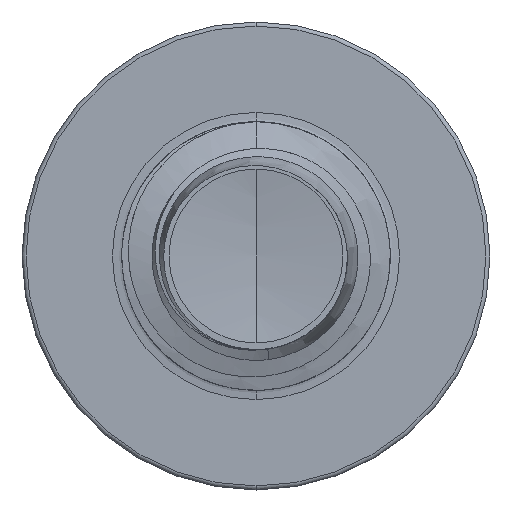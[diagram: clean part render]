
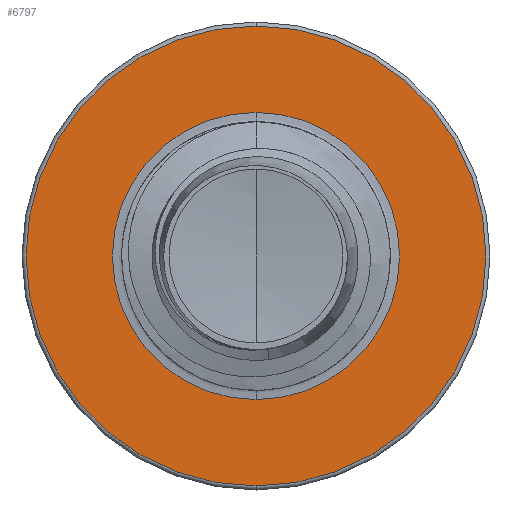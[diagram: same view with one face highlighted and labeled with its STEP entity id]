
A CAD part, front view. The second image highlights one B-rep face of the part: STEP entity #6797.
In plain terms, the highlighted planar face has unit normal (0, -1, 0).
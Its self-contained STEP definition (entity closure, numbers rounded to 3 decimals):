
#493 = CARTESIAN_POINT ( 'NONE',  ( 0., 11., 0. ) ) ;
#1264 = DIRECTION ( 'NONE',  ( 0., 0., 1. ) ) ;
#1268 = DIRECTION ( 'NONE',  ( 0., 1., 0. ) ) ;
#1302 = PLANE ( 'NONE',  #10672 ) ;
#1430 = CARTESIAN_POINT ( 'NONE',  ( 0., 11., -1.872 ) ) ;
#1465 = AXIS2_PLACEMENT_3D ( 'NONE', #5727, #5699, #5677 ) ;
#2004 = CARTESIAN_POINT ( 'NONE',  ( 0., 11., 0. ) ) ;
#2497 = DIRECTION ( 'NONE',  ( 0., 0., 1. ) ) ;
#2746 = VERTEX_POINT ( 'NONE', #14490 ) ;
#2934 = CARTESIAN_POINT ( 'NONE',  ( 0., 11., 1.872 ) ) ;
#3698 = CIRCLE ( 'NONE', #19175, 1.872 ) ;
#3710 = ORIENTED_EDGE ( 'NONE', *, *, #18437, .F. ) ;
#3970 = DIRECTION ( 'NONE',  ( 0., 0., 1. ) ) ;
#4322 = FACE_BOUND ( 'NONE', #7854, .T. ) ;
#5677 = DIRECTION ( 'NONE',  ( 0., 0., 1. ) ) ;
#5699 = DIRECTION ( 'NONE',  ( 0., 1., 0. ) ) ;
#5727 = CARTESIAN_POINT ( 'NONE',  ( 0., 11., 0. ) ) ;
#5910 = AXIS2_PLACEMENT_3D ( 'NONE', #2004, #14695, #3970 ) ;
#6070 = ORIENTED_EDGE ( 'NONE', *, *, #16770, .T. ) ;
#6797 = ADVANCED_FACE ( 'NONE', ( #13842, #4322 ), #1302, .F. ) ;
#7272 = EDGE_LOOP ( 'NONE', ( #16656, #3710 ) ) ;
#7854 = EDGE_LOOP ( 'NONE', ( #6070, #8838 ) ) ;
#8088 = CARTESIAN_POINT ( 'NONE',  ( 0., 11., -1.872 ) ) ;
#8108 = EDGE_CURVE ( 'NONE', #2746, #15896, #11131, .T. ) ;
#8169 = AXIS2_PLACEMENT_3D ( 'NONE', #10076, #21237, #11802 ) ;
#8838 = ORIENTED_EDGE ( 'NONE', *, *, #11652, .T. ) ;
#10076 = CARTESIAN_POINT ( 'NONE',  ( 0., 11., 0. ) ) ;
#10672 = AXIS2_PLACEMENT_3D ( 'NONE', #1430, #1268, #1264 ) ;
#11131 = CIRCLE ( 'NONE', #1465, 2.998 ) ;
#11652 = EDGE_CURVE ( 'NONE', #13784, #12021, #11655, .T. ) ;
#11655 = CIRCLE ( 'NONE', #8169, 1.872 ) ;
#11802 = DIRECTION ( 'NONE',  ( 0., 0., 1. ) ) ;
#12021 = VERTEX_POINT ( 'NONE', #2934 ) ;
#13373 = DIRECTION ( 'NONE',  ( 0., 1., 0. ) ) ;
#13526 = CIRCLE ( 'NONE', #5910, 2.998 ) ;
#13784 = VERTEX_POINT ( 'NONE', #8088 ) ;
#13842 = FACE_OUTER_BOUND ( 'NONE', #7272, .T. ) ;
#14321 = CARTESIAN_POINT ( 'NONE',  ( 0., 11., -2.997 ) ) ;
#14490 = CARTESIAN_POINT ( 'NONE',  ( 0., 11., 2.998 ) ) ;
#14695 = DIRECTION ( 'NONE',  ( 0., 1., 0. ) ) ;
#15896 = VERTEX_POINT ( 'NONE', #14321 ) ;
#16656 = ORIENTED_EDGE ( 'NONE', *, *, #8108, .F. ) ;
#16770 = EDGE_CURVE ( 'NONE', #12021, #13784, #3698, .T. ) ;
#18437 = EDGE_CURVE ( 'NONE', #15896, #2746, #13526, .T. ) ;
#19175 = AXIS2_PLACEMENT_3D ( 'NONE', #493, #13373, #2497 ) ;
#21237 = DIRECTION ( 'NONE',  ( 0., 1., 0. ) ) ;
